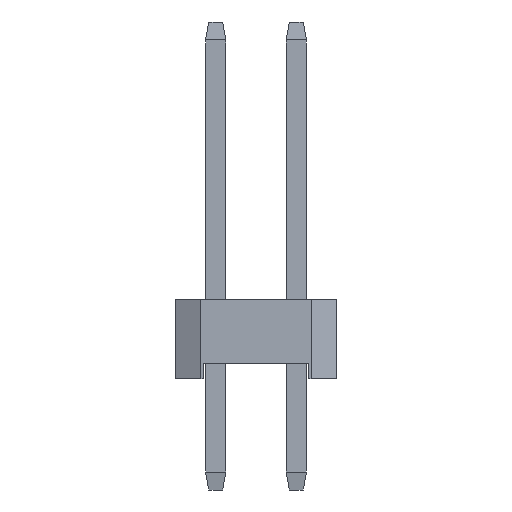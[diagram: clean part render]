
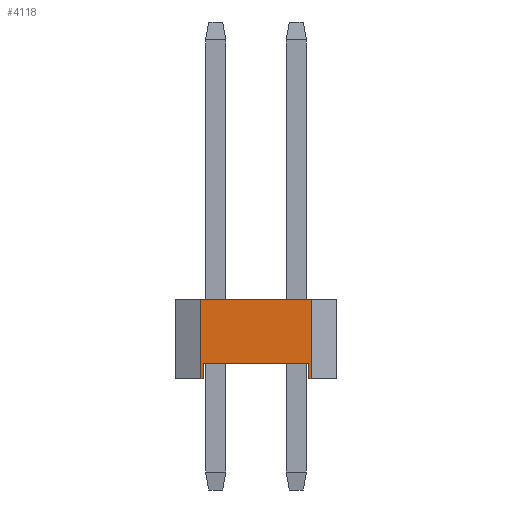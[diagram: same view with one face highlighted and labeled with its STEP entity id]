
A CAD part, left-side view. The second image highlights one B-rep face of the part: STEP entity #4118.
In plain terms, the highlighted planar face has unit normal (-1, 0, 0).
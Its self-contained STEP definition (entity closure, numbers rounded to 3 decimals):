
#52 = PLANE ( 'NONE',  #4189 ) ;
#103 = VERTEX_POINT ( 'NONE', #107 ) ;
#107 = CARTESIAN_POINT ( 'NONE',  ( -8.89, 1.65, 0.5 ) ) ;
#209 = ORIENTED_EDGE ( 'NONE', *, *, #747, .F. ) ;
#337 = DIRECTION ( 'NONE',  ( 0., -1., 0. ) ) ;
#583 = VERTEX_POINT ( 'NONE', #7599 ) ;
#738 = VECTOR ( 'NONE', #5483, 1000. ) ;
#747 = EDGE_CURVE ( 'NONE', #103, #4336, #7289, .T. ) ;
#772 = VERTEX_POINT ( 'NONE', #5497 ) ;
#847 = DIRECTION ( 'NONE',  ( 1., 0., 0. ) ) ;
#960 = EDGE_CURVE ( 'NONE', #1102, #4750, #5370, .T. ) ;
#1006 = LINE ( 'NONE', #5371, #5628 ) ;
#1102 = VERTEX_POINT ( 'NONE', #5110 ) ;
#1342 = DIRECTION ( 'NONE',  ( 0., 0., -1. ) ) ;
#1439 = DIRECTION ( 'NONE',  ( 0., 1., 0. ) ) ;
#1445 = LINE ( 'NONE', #2709, #4310 ) ;
#1678 = ORIENTED_EDGE ( 'NONE', *, *, #6957, .F. ) ;
#1881 = VECTOR ( 'NONE', #3884, 1000. ) ;
#1898 = EDGE_CURVE ( 'NONE', #772, #5641, #1445, .T. ) ;
#2012 = CARTESIAN_POINT ( 'NONE',  ( -8.89, -2.54, 2.5 ) ) ;
#2099 = FACE_OUTER_BOUND ( 'NONE', #4558, .T. ) ;
#2168 = DIRECTION ( 'NONE',  ( 0., 0., -1. ) ) ;
#2195 = DIRECTION ( 'NONE',  ( 0., -1., 0. ) ) ;
#2276 = LINE ( 'NONE', #4782, #6982 ) ;
#2498 = VERTEX_POINT ( 'NONE', #6457 ) ;
#2709 = CARTESIAN_POINT ( 'NONE',  ( -8.89, -1.74, -6. ) ) ;
#3048 = ORIENTED_EDGE ( 'NONE', *, *, #960, .T. ) ;
#3255 = CARTESIAN_POINT ( 'NONE',  ( -8.89, -1.65, 0. ) ) ;
#3371 = ORIENTED_EDGE ( 'NONE', *, *, #6081, .F. ) ;
#3455 = ORIENTED_EDGE ( 'NONE', *, *, #5572, .F. ) ;
#3631 = ORIENTED_EDGE ( 'NONE', *, *, #4460, .T. ) ;
#3812 = ORIENTED_EDGE ( 'NONE', *, *, #5367, .T. ) ;
#3884 = DIRECTION ( 'NONE',  ( 0., 0., 1. ) ) ;
#3988 = CARTESIAN_POINT ( 'NONE',  ( -8.89, 1.74, 2.5 ) ) ;
#4118 = ADVANCED_FACE ( 'NONE', ( #2099 ), #52, .F. ) ;
#4133 = CARTESIAN_POINT ( 'NONE',  ( -8.89, 1.65, 0.5 ) ) ;
#4189 = AXIS2_PLACEMENT_3D ( 'NONE', #2012, #847, #1342 ) ;
#4310 = VECTOR ( 'NONE', #6394, 1000. ) ;
#4336 = VERTEX_POINT ( 'NONE', #4985 ) ;
#4460 = EDGE_CURVE ( 'NONE', #4750, #4336, #2276, .T. ) ;
#4558 = EDGE_LOOP ( 'NONE', ( #3631, #209, #3455, #1678, #3812, #6807, #3371, #3048 ) ) ;
#4750 = VERTEX_POINT ( 'NONE', #5159 ) ;
#4782 = CARTESIAN_POINT ( 'NONE',  ( -8.89, -2.54, 0. ) ) ;
#4926 = CARTESIAN_POINT ( 'NONE',  ( -8.89, -2.54, 0. ) ) ;
#4985 = CARTESIAN_POINT ( 'NONE',  ( -8.89, 1.65, 0. ) ) ;
#5110 = CARTESIAN_POINT ( 'NONE',  ( -8.89, 1.74, 2.5 ) ) ;
#5159 = CARTESIAN_POINT ( 'NONE',  ( -8.89, 1.74, 0. ) ) ;
#5346 = CARTESIAN_POINT ( 'NONE',  ( -8.89, -1.74, 2.5 ) ) ;
#5349 = CARTESIAN_POINT ( 'NONE',  ( -8.89, 1.65, 0. ) ) ;
#5367 = EDGE_CURVE ( 'NONE', #583, #772, #6938, .T. ) ;
#5370 = LINE ( 'NONE', #3988, #8160 ) ;
#5371 = CARTESIAN_POINT ( 'NONE',  ( -8.89, -2.54, 2.5 ) ) ;
#5483 = DIRECTION ( 'NONE',  ( 0., -1., 0. ) ) ;
#5497 = CARTESIAN_POINT ( 'NONE',  ( -8.89, -1.74, 0. ) ) ;
#5572 = EDGE_CURVE ( 'NONE', #2498, #103, #8001, .T. ) ;
#5628 = VECTOR ( 'NONE', #337, 1000. ) ;
#5641 = VERTEX_POINT ( 'NONE', #5346 ) ;
#6081 = EDGE_CURVE ( 'NONE', #1102, #5641, #1006, .T. ) ;
#6394 = DIRECTION ( 'NONE',  ( 0., 0., 1. ) ) ;
#6457 = CARTESIAN_POINT ( 'NONE',  ( -8.89, -1.65, 0.5 ) ) ;
#6530 = DIRECTION ( 'NONE',  ( 0., 0., -1. ) ) ;
#6807 = ORIENTED_EDGE ( 'NONE', *, *, #1898, .T. ) ;
#6933 = VECTOR ( 'NONE', #2168, 1000. ) ;
#6938 = LINE ( 'NONE', #4926, #738 ) ;
#6957 = EDGE_CURVE ( 'NONE', #583, #2498, #7140, .T. ) ;
#6982 = VECTOR ( 'NONE', #2195, 1000. ) ;
#7140 = LINE ( 'NONE', #3255, #1881 ) ;
#7289 = LINE ( 'NONE', #5349, #6933 ) ;
#7599 = CARTESIAN_POINT ( 'NONE',  ( -8.89, -1.65, 0. ) ) ;
#7711 = VECTOR ( 'NONE', #1439, 1000. ) ;
#8001 = LINE ( 'NONE', #4133, #7711 ) ;
#8160 = VECTOR ( 'NONE', #6530, 1000. ) ;
